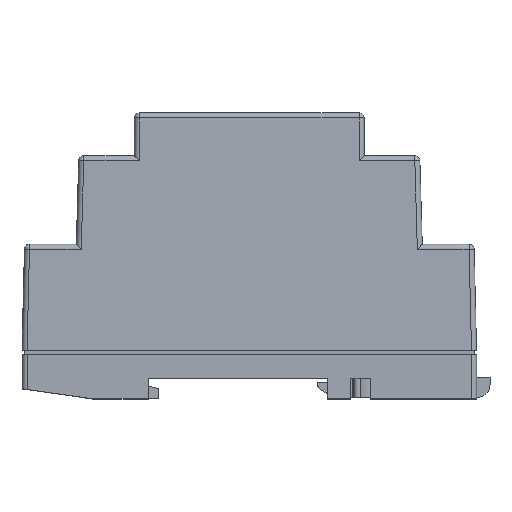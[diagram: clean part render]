
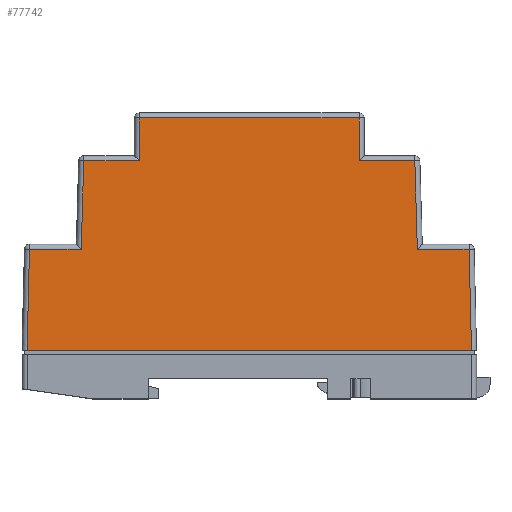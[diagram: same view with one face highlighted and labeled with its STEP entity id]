
A CAD part, top view. The second image highlights one B-rep face of the part: STEP entity #77742.
In plain terms, the highlighted planar face has unit normal (0, 0.018, 1).
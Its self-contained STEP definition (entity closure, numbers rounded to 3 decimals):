
#295 = ORIENTED_EDGE ( 'NONE', *, *, #57324, .T. ) ;
#777 = CARTESIAN_POINT ( 'NONE',  ( 32.778, 37.517, -0.822 ) ) ;
#1934 = CARTESIAN_POINT ( 'NONE',  ( 0., 0., -0.168 ) ) ;
#2784 = DIRECTION ( 'NONE',  ( -1., 0., 0. ) ) ;
#2859 = EDGE_LOOP ( 'NONE', ( #47734, #61764, #69390, #295, #37172, #40863, #57588, #88064, #64474, #51029, #7930, #3948 ) ) ;
#3948 = ORIENTED_EDGE ( 'NONE', *, *, #17442, .T. ) ;
#5007 = VECTOR ( 'NONE', #59788, 1000. ) ;
#5531 = CARTESIAN_POINT ( 'NONE',  ( -43.524, 20.017, -0.517 ) ) ;
#6747 = CARTESIAN_POINT ( 'NONE',  ( -21.75, -9.6, 0. ) ) ;
#7347 = EDGE_CURVE ( 'NONE', #69654, #85107, #81465, .T. ) ;
#7877 = DIRECTION ( 'NONE',  ( -0.024, -1., 0.017 ) ) ;
#7930 = ORIENTED_EDGE ( 'NONE', *, *, #24127, .T. ) ;
#8193 = CARTESIAN_POINT ( 'NONE',  ( -44.229, -9.618, 0. ) ) ;
#8983 = VECTOR ( 'NONE', #10110, 1000. ) ;
#9528 = CARTESIAN_POINT ( 'NONE',  ( -45., 20.017, -0.517 ) ) ;
#9716 = VECTOR ( 'NONE', #21969, 1000. ) ;
#10110 = DIRECTION ( 'NONE',  ( -0.024, 1., -0.017 ) ) ;
#11546 = CARTESIAN_POINT ( 'NONE',  ( 43.524, 20.017, -0.517 ) ) ;
#12496 = LINE ( 'NONE', #8193, #13603 ) ;
#12800 = DIRECTION ( 'NONE',  ( -1., 0., 0. ) ) ;
#13603 = VECTOR ( 'NONE', #7877, 1000. ) ;
#14490 = AXIS2_PLACEMENT_3D ( 'NONE', #33676, #34324, #47839 ) ;
#14934 = VECTOR ( 'NONE', #89776, 1000. ) ;
#17012 = VECTOR ( 'NONE', #12800, 1000. ) ;
#17047 = LINE ( 'NONE', #43015, #49284 ) ;
#17442 = EDGE_CURVE ( 'NONE', #54644, #26879, #12496, .T. ) ;
#17554 = EDGE_CURVE ( 'NONE', #17844, #91241, #39958, .T. ) ;
#17844 = VERTEX_POINT ( 'NONE', #93674 ) ;
#21969 = DIRECTION ( 'NONE',  ( -1., 0., 0. ) ) ;
#23733 = VERTEX_POINT ( 'NONE', #86250 ) ;
#24127 = EDGE_CURVE ( 'NONE', #79672, #54644, #32275, .T. ) ;
#24272 = DIRECTION ( 'NONE',  ( -1., 0., 0. ) ) ;
#26724 = CARTESIAN_POINT ( 'NONE',  ( -21.75, 46.017, -0.971 ) ) ;
#26879 = VERTEX_POINT ( 'NONE', #41324 ) ;
#28925 = DIRECTION ( 'NONE',  ( 0., 1., -0.017 ) ) ;
#29421 = LINE ( 'NONE', #6747, #52466 ) ;
#29790 = VERTEX_POINT ( 'NONE', #65180 ) ;
#32275 = LINE ( 'NONE', #68461, #69082 ) ;
#32528 = EDGE_CURVE ( 'NONE', #23733, #79672, #55659, .T. ) ;
#33676 = CARTESIAN_POINT ( 'NONE',  ( -45., -9.6, 0. ) ) ;
#34324 = DIRECTION ( 'NONE',  ( 0., 0.017, 1. ) ) ;
#37123 = CARTESIAN_POINT ( 'NONE',  ( -33.278, 20.017, -0.517 ) ) ;
#37172 = ORIENTED_EDGE ( 'NONE', *, *, #75523, .T. ) ;
#38044 = LINE ( 'NONE', #59918, #9716 ) ;
#38788 = EDGE_CURVE ( 'NONE', #26879, #17844, #61071, .T. ) ;
#39958 = LINE ( 'NONE', #60605, #8983 ) ;
#40055 = EDGE_CURVE ( 'NONE', #85107, #70440, #29421, .T. ) ;
#40863 = ORIENTED_EDGE ( 'NONE', *, *, #81622, .T. ) ;
#41324 = CARTESIAN_POINT ( 'NONE',  ( -44., 0., -0.168 ) ) ;
#43015 = CARTESIAN_POINT ( 'NONE',  ( 21.75, -9.6, 0. ) ) ;
#43187 = CARTESIAN_POINT ( 'NONE',  ( 21.75, 46.017, -0.971 ) ) ;
#43640 = LINE ( 'NONE', #9528, #82815 ) ;
#44838 = CARTESIAN_POINT ( 'NONE',  ( -21.75, 37.517, -0.822 ) ) ;
#46567 = DIRECTION ( 'NONE',  ( -1., 0., 0. ) ) ;
#47734 = ORIENTED_EDGE ( 'NONE', *, *, #38788, .T. ) ;
#47839 = DIRECTION ( 'NONE',  ( 0., -1., 0.017 ) ) ;
#49039 = LINE ( 'NONE', #82844, #95097 ) ;
#49284 = VECTOR ( 'NONE', #28925, 1000. ) ;
#51029 = ORIENTED_EDGE ( 'NONE', *, *, #32528, .T. ) ;
#52466 = VECTOR ( 'NONE', #94838, 1000. ) ;
#52544 = LINE ( 'NONE', #71545, #61727 ) ;
#54644 = VERTEX_POINT ( 'NONE', #5531 ) ;
#55659 = LINE ( 'NONE', #81362, #5007 ) ;
#57324 = EDGE_CURVE ( 'NONE', #29790, #72182, #52544, .T. ) ;
#57588 = ORIENTED_EDGE ( 'NONE', *, *, #7347, .T. ) ;
#57922 = VERTEX_POINT ( 'NONE', #69304 ) ;
#59788 = DIRECTION ( 'NONE',  ( -0.029, -0.999, 0.017 ) ) ;
#59918 = CARTESIAN_POINT ( 'NONE',  ( -45., 37.517, -0.822 ) ) ;
#60605 = CARTESIAN_POINT ( 'NONE',  ( 44.178, -7.477, -0.037 ) ) ;
#61071 = LINE ( 'NONE', #1934, #14934 ) ;
#61727 = VECTOR ( 'NONE', #86062, 1000. ) ;
#61764 = ORIENTED_EDGE ( 'NONE', *, *, #17554, .T. ) ;
#64371 = FACE_OUTER_BOUND ( 'NONE', #2859, .T. ) ;
#64474 = ORIENTED_EDGE ( 'NONE', *, *, #78611, .T. ) ;
#65180 = CARTESIAN_POINT ( 'NONE',  ( 33.278, 20.017, -0.517 ) ) ;
#68461 = CARTESIAN_POINT ( 'NONE',  ( -45., 20.017, -0.517 ) ) ;
#69082 = VECTOR ( 'NONE', #46567, 1000. ) ;
#69304 = CARTESIAN_POINT ( 'NONE',  ( 21.75, 37.517, -0.822 ) ) ;
#69390 = ORIENTED_EDGE ( 'NONE', *, *, #88079, .T. ) ;
#69654 = VERTEX_POINT ( 'NONE', #43187 ) ;
#70440 = VERTEX_POINT ( 'NONE', #44838 ) ;
#71545 = CARTESIAN_POINT ( 'NONE',  ( 34.06, -7.342, -0.039 ) ) ;
#72182 = VERTEX_POINT ( 'NONE', #777 ) ;
#75523 = EDGE_CURVE ( 'NONE', #72182, #57922, #49039, .T. ) ;
#77742 = ADVANCED_FACE ( 'NONE', ( #64371 ), #93180, .T. ) ;
#78611 = EDGE_CURVE ( 'NONE', #70440, #23733, #38044, .T. ) ;
#78663 = CARTESIAN_POINT ( 'NONE',  ( -45., 46.017, -0.971 ) ) ;
#79672 = VERTEX_POINT ( 'NONE', #37123 ) ;
#81362 = CARTESIAN_POINT ( 'NONE',  ( -34.133, -9.91, 0.005 ) ) ;
#81465 = LINE ( 'NONE', #78663, #17012 ) ;
#81622 = EDGE_CURVE ( 'NONE', #57922, #69654, #17047, .T. ) ;
#82815 = VECTOR ( 'NONE', #2784, 1000. ) ;
#82844 = CARTESIAN_POINT ( 'NONE',  ( -45., 37.517, -0.822 ) ) ;
#85107 = VERTEX_POINT ( 'NONE', #26724 ) ;
#86062 = DIRECTION ( 'NONE',  ( -0.029, 0.999, -0.017 ) ) ;
#86250 = CARTESIAN_POINT ( 'NONE',  ( -32.778, 37.517, -0.822 ) ) ;
#88064 = ORIENTED_EDGE ( 'NONE', *, *, #40055, .T. ) ;
#88079 = EDGE_CURVE ( 'NONE', #91241, #29790, #43640, .T. ) ;
#89776 = DIRECTION ( 'NONE',  ( 1., 0., 0. ) ) ;
#91241 = VERTEX_POINT ( 'NONE', #11546 ) ;
#93180 = PLANE ( 'NONE',  #14490 ) ;
#93674 = CARTESIAN_POINT ( 'NONE',  ( 44., 0., -0.168 ) ) ;
#94838 = DIRECTION ( 'NONE',  ( 0., -1., 0.017 ) ) ;
#95097 = VECTOR ( 'NONE', #24272, 1000. ) ;
